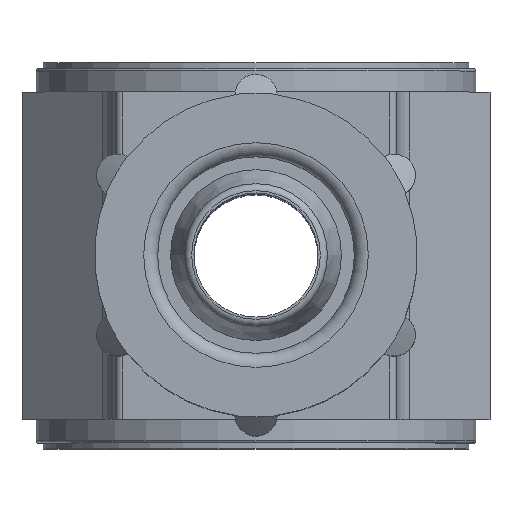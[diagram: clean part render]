
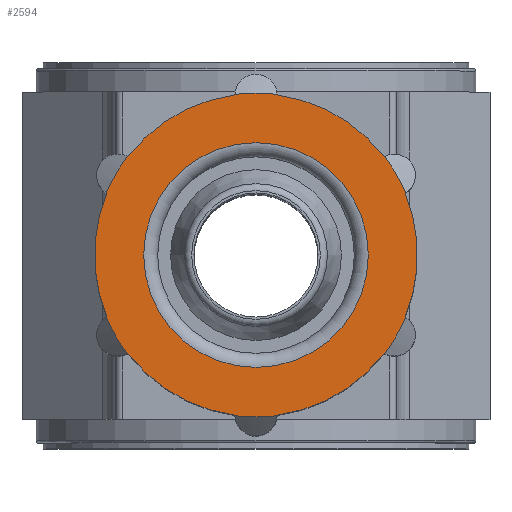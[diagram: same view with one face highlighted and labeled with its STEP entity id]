
A CAD part, top view. The second image highlights one B-rep face of the part: STEP entity #2594.
In plain terms, the highlighted planar face has unit normal (0, 0, 1).
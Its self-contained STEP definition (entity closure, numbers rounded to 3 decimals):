
#351=ORIENTED_EDGE('',*,*,#861,.F.);
#352=ORIENTED_EDGE('',*,*,#862,.F.);
#353=ORIENTED_EDGE('',*,*,#863,.F.);
#354=ORIENTED_EDGE('',*,*,#864,.F.);
#355=ORIENTED_EDGE('',*,*,#865,.F.);
#356=ORIENTED_EDGE('',*,*,#866,.F.);
#357=ORIENTED_EDGE('',*,*,#867,.F.);
#358=ORIENTED_EDGE('',*,*,#868,.F.);
#359=ORIENTED_EDGE('',*,*,#869,.F.);
#360=ORIENTED_EDGE('',*,*,#870,.F.);
#361=ORIENTED_EDGE('',*,*,#871,.F.);
#362=ORIENTED_EDGE('',*,*,#872,.F.);
#363=ORIENTED_EDGE('',*,*,#873,.F.);
#364=ORIENTED_EDGE('',*,*,#874,.F.);
#365=ORIENTED_EDGE('',*,*,#875,.F.);
#366=ORIENTED_EDGE('',*,*,#876,.F.);
#367=ORIENTED_EDGE('',*,*,#877,.F.);
#368=ORIENTED_EDGE('',*,*,#878,.F.);
#369=ORIENTED_EDGE('',*,*,#879,.F.);
#370=ORIENTED_EDGE('',*,*,#880,.F.);
#371=ORIENTED_EDGE('',*,*,#881,.F.);
#372=ORIENTED_EDGE('',*,*,#882,.F.);
#373=ORIENTED_EDGE('',*,*,#883,.F.);
#374=ORIENTED_EDGE('',*,*,#884,.F.);
#375=ORIENTED_EDGE('',*,*,#885,.T.);
#861=EDGE_CURVE('',#1111,#1112,#1295,.T.);
#862=EDGE_CURVE('',#1113,#1111,#1296,.T.);
#863=EDGE_CURVE('',#1114,#1113,#1297,.T.);
#864=EDGE_CURVE('',#1115,#1114,#1298,.T.);
#865=EDGE_CURVE('',#1116,#1115,#1299,.T.);
#866=EDGE_CURVE('',#1117,#1116,#1300,.T.);
#867=EDGE_CURVE('',#1118,#1117,#1301,.T.);
#868=EDGE_CURVE('',#1119,#1118,#1302,.T.);
#869=EDGE_CURVE('',#1120,#1119,#1303,.T.);
#870=EDGE_CURVE('',#1121,#1120,#1304,.T.);
#871=EDGE_CURVE('',#1122,#1121,#1305,.T.);
#872=EDGE_CURVE('',#1123,#1122,#1306,.T.);
#873=EDGE_CURVE('',#1124,#1123,#1307,.T.);
#874=EDGE_CURVE('',#1125,#1124,#1308,.T.);
#875=EDGE_CURVE('',#1126,#1125,#1309,.T.);
#876=EDGE_CURVE('',#1127,#1126,#1310,.T.);
#877=EDGE_CURVE('',#1128,#1127,#1311,.T.);
#878=EDGE_CURVE('',#1129,#1128,#1312,.T.);
#879=EDGE_CURVE('',#1130,#1129,#1313,.T.);
#880=EDGE_CURVE('',#1131,#1130,#1314,.T.);
#881=EDGE_CURVE('',#1132,#1131,#1315,.T.);
#882=EDGE_CURVE('',#1133,#1132,#1316,.T.);
#883=EDGE_CURVE('',#1134,#1133,#1317,.T.);
#884=EDGE_CURVE('',#1112,#1134,#1318,.T.);
#885=EDGE_CURVE('',#1135,#1135,#1319,.T.);
#1111=VERTEX_POINT('',#3812);
#1112=VERTEX_POINT('',#3813);
#1113=VERTEX_POINT('',#3815);
#1114=VERTEX_POINT('',#3817);
#1115=VERTEX_POINT('',#3819);
#1116=VERTEX_POINT('',#3821);
#1117=VERTEX_POINT('',#3823);
#1118=VERTEX_POINT('',#3825);
#1119=VERTEX_POINT('',#3827);
#1120=VERTEX_POINT('',#3829);
#1121=VERTEX_POINT('',#3831);
#1122=VERTEX_POINT('',#3833);
#1123=VERTEX_POINT('',#3835);
#1124=VERTEX_POINT('',#3837);
#1125=VERTEX_POINT('',#3839);
#1126=VERTEX_POINT('',#3841);
#1127=VERTEX_POINT('',#3843);
#1128=VERTEX_POINT('',#3845);
#1129=VERTEX_POINT('',#3847);
#1130=VERTEX_POINT('',#3849);
#1131=VERTEX_POINT('',#3851);
#1132=VERTEX_POINT('',#3853);
#1133=VERTEX_POINT('',#3855);
#1134=VERTEX_POINT('',#3857);
#1135=VERTEX_POINT('',#3860);
#1295=CIRCLE('',#2767,6.925);
#1296=CIRCLE('',#2768,0.9);
#1297=CIRCLE('',#2769,6.9);
#1298=CIRCLE('',#2770,0.9);
#1299=CIRCLE('',#2771,6.925);
#1300=CIRCLE('',#2772,0.9);
#1301=CIRCLE('',#2773,6.9);
#1302=CIRCLE('',#2774,0.9);
#1303=CIRCLE('',#2775,6.925);
#1304=CIRCLE('',#2776,0.9);
#1305=CIRCLE('',#2777,6.9);
#1306=CIRCLE('',#2778,0.9);
#1307=CIRCLE('',#2779,6.925);
#1308=CIRCLE('',#2780,0.9);
#1309=CIRCLE('',#2781,6.9);
#1310=CIRCLE('',#2782,0.9);
#1311=CIRCLE('',#2783,6.925);
#1312=CIRCLE('',#2784,0.9);
#1313=CIRCLE('',#2785,6.9);
#1314=CIRCLE('',#2786,0.9);
#1315=CIRCLE('',#2787,6.925);
#1316=CIRCLE('',#2788,0.9);
#1317=CIRCLE('',#2789,6.9);
#1318=CIRCLE('',#2790,0.9);
#1319=CIRCLE('',#2791,4.8);
#1417=EDGE_LOOP('',(#351,#352,#353,#354,#355,#356,#357,#358,#359,#360,#361,
#362,#363,#364,#365,#366,#367,#368,#369,#370,#371,#372,#373,#374));
#1418=EDGE_LOOP('',(#375));
#1579=FACE_BOUND('',#1417,.T.);
#1580=FACE_BOUND('',#1418,.T.);
#1729=PLANE('',#2766);
#2594=ADVANCED_FACE('',(#1579,#1580),#1729,.F.);
#2766=AXIS2_PLACEMENT_3D('',#3810,#3105,#3106);
#2767=AXIS2_PLACEMENT_3D('',#3811,#3107,#3108);
#2768=AXIS2_PLACEMENT_3D('',#3814,#3109,#3110);
#2769=AXIS2_PLACEMENT_3D('',#3816,#3111,#3112);
#2770=AXIS2_PLACEMENT_3D('',#3818,#3113,#3114);
#2771=AXIS2_PLACEMENT_3D('',#3820,#3115,#3116);
#2772=AXIS2_PLACEMENT_3D('',#3822,#3117,#3118);
#2773=AXIS2_PLACEMENT_3D('',#3824,#3119,#3120);
#2774=AXIS2_PLACEMENT_3D('',#3826,#3121,#3122);
#2775=AXIS2_PLACEMENT_3D('',#3828,#3123,#3124);
#2776=AXIS2_PLACEMENT_3D('',#3830,#3125,#3126);
#2777=AXIS2_PLACEMENT_3D('',#3832,#3127,#3128);
#2778=AXIS2_PLACEMENT_3D('',#3834,#3129,#3130);
#2779=AXIS2_PLACEMENT_3D('',#3836,#3131,#3132);
#2780=AXIS2_PLACEMENT_3D('',#3838,#3133,#3134);
#2781=AXIS2_PLACEMENT_3D('',#3840,#3135,#3136);
#2782=AXIS2_PLACEMENT_3D('',#3842,#3137,#3138);
#2783=AXIS2_PLACEMENT_3D('',#3844,#3139,#3140);
#2784=AXIS2_PLACEMENT_3D('',#3846,#3141,#3142);
#2785=AXIS2_PLACEMENT_3D('',#3848,#3143,#3144);
#2786=AXIS2_PLACEMENT_3D('',#3850,#3145,#3146);
#2787=AXIS2_PLACEMENT_3D('',#3852,#3147,#3148);
#2788=AXIS2_PLACEMENT_3D('',#3854,#3149,#3150);
#2789=AXIS2_PLACEMENT_3D('',#3856,#3151,#3152);
#2790=AXIS2_PLACEMENT_3D('',#3858,#3153,#3154);
#2791=AXIS2_PLACEMENT_3D('',#3859,#3155,#3156);
#3105=DIRECTION('',(0.,0.,-1.));
#3106=DIRECTION('',(-1.,0.,0.));
#3107=DIRECTION('',(0.,0.,-1.));
#3108=DIRECTION('',(-1.,0.,0.));
#3109=DIRECTION('',(0.,0.,-1.));
#3110=DIRECTION('',(-1.,0.,0.));
#3111=DIRECTION('',(0.,0.,-1.));
#3112=DIRECTION('',(-1.,0.,0.));
#3113=DIRECTION('',(0.,0.,-1.));
#3114=DIRECTION('',(-1.,0.,0.));
#3115=DIRECTION('',(0.,0.,-1.));
#3116=DIRECTION('',(-1.,0.,0.));
#3117=DIRECTION('',(0.,0.,-1.));
#3118=DIRECTION('',(-1.,0.,0.));
#3119=DIRECTION('',(0.,0.,-1.));
#3120=DIRECTION('',(-1.,0.,0.));
#3121=DIRECTION('',(0.,0.,-1.));
#3122=DIRECTION('',(-1.,0.,0.));
#3123=DIRECTION('',(0.,0.,-1.));
#3124=DIRECTION('',(-1.,0.,0.));
#3125=DIRECTION('',(0.,0.,-1.));
#3126=DIRECTION('',(-1.,0.,0.));
#3127=DIRECTION('',(0.,0.,-1.));
#3128=DIRECTION('',(-1.,0.,0.));
#3129=DIRECTION('',(0.,0.,-1.));
#3130=DIRECTION('',(-1.,0.,0.));
#3131=DIRECTION('',(0.,0.,-1.));
#3132=DIRECTION('',(-1.,0.,0.));
#3133=DIRECTION('',(0.,0.,-1.));
#3134=DIRECTION('',(-1.,0.,0.));
#3135=DIRECTION('',(0.,0.,-1.));
#3136=DIRECTION('',(-1.,0.,0.));
#3137=DIRECTION('',(0.,0.,-1.));
#3138=DIRECTION('',(-1.,0.,0.));
#3139=DIRECTION('',(0.,0.,-1.));
#3140=DIRECTION('',(-1.,0.,0.));
#3141=DIRECTION('',(0.,0.,-1.));
#3142=DIRECTION('',(-1.,0.,0.));
#3143=DIRECTION('',(0.,0.,-1.));
#3144=DIRECTION('',(-1.,0.,0.));
#3145=DIRECTION('',(0.,0.,-1.));
#3146=DIRECTION('',(-1.,0.,0.));
#3147=DIRECTION('',(0.,0.,-1.));
#3148=DIRECTION('',(-1.,0.,0.));
#3149=DIRECTION('',(0.,0.,-1.));
#3150=DIRECTION('',(-1.,0.,0.));
#3151=DIRECTION('',(0.,0.,-1.));
#3152=DIRECTION('',(-1.,0.,0.));
#3153=DIRECTION('',(0.,0.,-1.));
#3154=DIRECTION('',(-1.,0.,0.));
#3155=DIRECTION('',(0.,0.,-1.));
#3156=DIRECTION('',(-1.,0.,0.));
#3810=CARTESIAN_POINT('',(0.,4.8,23.35));
#3811=CARTESIAN_POINT('',(0.,0.,23.35));
#3812=CARTESIAN_POINT('',(-0.899,6.866,23.35));
#3813=CARTESIAN_POINT('',(0.899,6.866,23.35));
#3814=CARTESIAN_POINT('',(0.,6.825,23.35));
#3815=CARTESIAN_POINT('',(-0.9,6.841,23.35));
#3816=CARTESIAN_POINT('',(0.,0.,23.35));
#3817=CARTESIAN_POINT('',(-5.475,4.2,23.35));
#3818=CARTESIAN_POINT('',(-5.911,3.412,23.35));
#3819=CARTESIAN_POINT('',(-5.497,4.212,23.35));
#3820=CARTESIAN_POINT('',(0.,0.,23.35));
#3821=CARTESIAN_POINT('',(-6.396,2.655,23.35));
#3822=CARTESIAN_POINT('',(-5.911,3.412,23.35));
#3823=CARTESIAN_POINT('',(-6.374,2.641,23.35));
#3824=CARTESIAN_POINT('',(0.,0.,23.35));
#3825=CARTESIAN_POINT('',(-6.374,-2.641,23.35));
#3826=CARTESIAN_POINT('',(-5.911,-3.413,23.35));
#3827=CARTESIAN_POINT('',(-6.396,-2.655,23.35));
#3828=CARTESIAN_POINT('',(0.,0.,23.35));
#3829=CARTESIAN_POINT('',(-5.497,-4.212,23.35));
#3830=CARTESIAN_POINT('',(-5.911,-3.413,23.35));
#3831=CARTESIAN_POINT('',(-5.475,-4.2,23.35));
#3832=CARTESIAN_POINT('',(0.,0.,23.35));
#3833=CARTESIAN_POINT('',(-0.9,-6.841,23.35));
#3834=CARTESIAN_POINT('',(0.,-6.825,23.35));
#3835=CARTESIAN_POINT('',(-0.899,-6.866,23.35));
#3836=CARTESIAN_POINT('',(0.,0.,23.35));
#3837=CARTESIAN_POINT('',(0.899,-6.866,23.35));
#3838=CARTESIAN_POINT('',(0.,-6.825,23.35));
#3839=CARTESIAN_POINT('',(0.9,-6.841,23.35));
#3840=CARTESIAN_POINT('',(0.,0.,23.35));
#3841=CARTESIAN_POINT('',(5.475,-4.2,23.35));
#3842=CARTESIAN_POINT('',(5.911,-3.413,23.35));
#3843=CARTESIAN_POINT('',(5.497,-4.212,23.35));
#3844=CARTESIAN_POINT('',(0.,0.,23.35));
#3845=CARTESIAN_POINT('',(6.396,-2.655,23.35));
#3846=CARTESIAN_POINT('',(5.911,-3.413,23.35));
#3847=CARTESIAN_POINT('',(6.374,-2.641,23.35));
#3848=CARTESIAN_POINT('',(0.,0.,23.35));
#3849=CARTESIAN_POINT('',(6.374,2.641,23.35));
#3850=CARTESIAN_POINT('',(5.911,3.413,23.35));
#3851=CARTESIAN_POINT('',(6.396,2.655,23.35));
#3852=CARTESIAN_POINT('',(0.,0.,23.35));
#3853=CARTESIAN_POINT('',(5.497,4.212,23.35));
#3854=CARTESIAN_POINT('',(5.911,3.413,23.35));
#3855=CARTESIAN_POINT('',(5.475,4.2,23.35));
#3856=CARTESIAN_POINT('',(0.,0.,23.35));
#3857=CARTESIAN_POINT('',(0.9,6.841,23.35));
#3858=CARTESIAN_POINT('',(0.,6.825,23.35));
#3859=CARTESIAN_POINT('',(0.,0.,23.35));
#3860=CARTESIAN_POINT('',(-4.8,0.,23.35));
